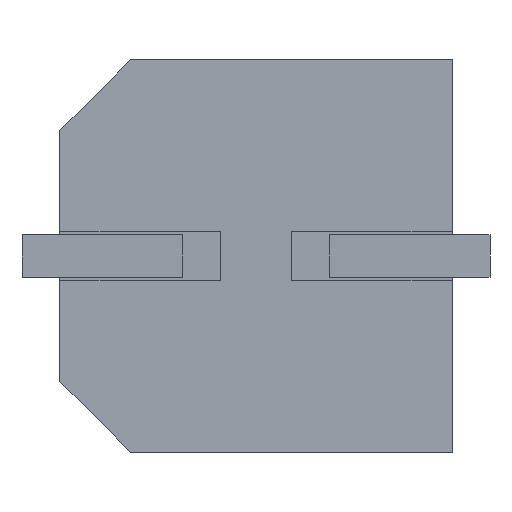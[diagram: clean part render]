
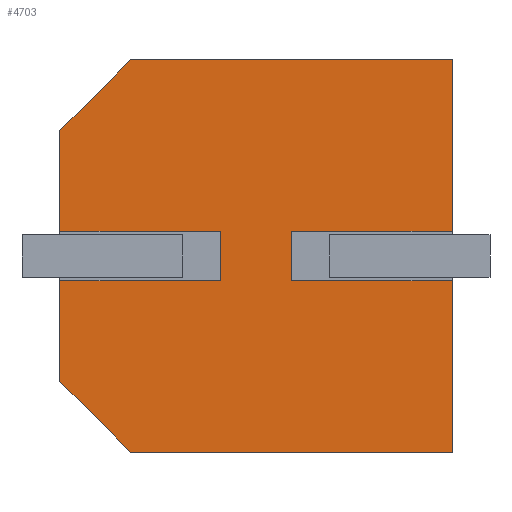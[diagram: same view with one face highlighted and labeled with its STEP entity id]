
A CAD part, front view. The second image highlights one B-rep face of the part: STEP entity #4703.
In plain terms, the highlighted planar face has unit normal (0, -1, 0).
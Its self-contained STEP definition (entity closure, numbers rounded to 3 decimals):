
#66 = CARTESIAN_POINT ( 'NONE',  ( 4.15, 0.1, -4.15 ) ) ;
#69 = EDGE_LOOP ( 'NONE', ( #6755, #5015, #320, #389, #3283, #3214, #4898, #5906, #3098, #4525, #1739, #158, #74, #7045 ) ) ;
#74 = ORIENTED_EDGE ( 'NONE', *, *, #5963, .F. ) ;
#158 = ORIENTED_EDGE ( 'NONE', *, *, #6242, .F. ) ;
#320 = ORIENTED_EDGE ( 'NONE', *, *, #888, .F. ) ;
#330 = EDGE_CURVE ( 'NONE', #1397, #1681, #2551, .T. ) ;
#363 = CARTESIAN_POINT ( 'NONE',  ( 0.75, 0.1, -0.525 ) ) ;
#377 = CARTESIAN_POINT ( 'NONE',  ( -4.15, 0.1, 2.65 ) ) ;
#389 = ORIENTED_EDGE ( 'NONE', *, *, #6475, .F. ) ;
#419 = VERTEX_POINT ( 'NONE', #3790 ) ;
#462 = EDGE_CURVE ( 'NONE', #866, #2144, #4109, .T. ) ;
#503 = CARTESIAN_POINT ( 'NONE',  ( -2.65, 0.1, -4.15 ) ) ;
#554 = DIRECTION ( 'NONE',  ( -1., 0., 0. ) ) ;
#584 = VECTOR ( 'NONE', #1030, 1000. ) ;
#608 = LINE ( 'NONE', #1050, #3232 ) ;
#707 = EDGE_CURVE ( 'NONE', #419, #4649, #6196, .T. ) ;
#769 = AXIS2_PLACEMENT_3D ( 'NONE', #5348, #2588, #5413 ) ;
#866 = VERTEX_POINT ( 'NONE', #4176 ) ;
#888 = EDGE_CURVE ( 'NONE', #5876, #3544, #2305, .T. ) ;
#897 = VECTOR ( 'NONE', #2048, 1000. ) ;
#1030 = DIRECTION ( 'NONE',  ( 0., 0., 1. ) ) ;
#1036 = LINE ( 'NONE', #5982, #5891 ) ;
#1050 = CARTESIAN_POINT ( 'NONE',  ( -2.65, 0.1, -4.15 ) ) ;
#1199 = CARTESIAN_POINT ( 'NONE',  ( -0.75, 0.1, 0.525 ) ) ;
#1371 = CARTESIAN_POINT ( 'NONE',  ( -0.75, 0.1, -0.525 ) ) ;
#1397 = VERTEX_POINT ( 'NONE', #6396 ) ;
#1565 = VECTOR ( 'NONE', #5517, 1000. ) ;
#1648 = EDGE_CURVE ( 'NONE', #1779, #4293, #2648, .T. ) ;
#1656 = CARTESIAN_POINT ( 'NONE',  ( 4.15, 0.1, 0.525 ) ) ;
#1659 = DIRECTION ( 'NONE',  ( 1., 0., 0. ) ) ;
#1660 = VECTOR ( 'NONE', #5878, 1000. ) ;
#1681 = VERTEX_POINT ( 'NONE', #66 ) ;
#1733 = VERTEX_POINT ( 'NONE', #5474 ) ;
#1739 = ORIENTED_EDGE ( 'NONE', *, *, #707, .F. ) ;
#1757 = DIRECTION ( 'NONE',  ( -1., 0., 0. ) ) ;
#1779 = VERTEX_POINT ( 'NONE', #3957 ) ;
#1854 = LINE ( 'NONE', #377, #897 ) ;
#1865 = CARTESIAN_POINT ( 'NONE',  ( -4.15, 0.1, -2.65 ) ) ;
#2020 = CARTESIAN_POINT ( 'NONE',  ( -4.15, 0.1, -2.65 ) ) ;
#2048 = DIRECTION ( 'NONE',  ( 0.707, 0., 0.707 ) ) ;
#2144 = VERTEX_POINT ( 'NONE', #6081 ) ;
#2160 = CARTESIAN_POINT ( 'NONE',  ( -0.75, 0.1, -0.525 ) ) ;
#2221 = CARTESIAN_POINT ( 'NONE',  ( 0.75, 0.1, 0.525 ) ) ;
#2305 = LINE ( 'NONE', #4864, #6621 ) ;
#2453 = VECTOR ( 'NONE', #5058, 1000. ) ;
#2523 = LINE ( 'NONE', #1199, #6724 ) ;
#2551 = LINE ( 'NONE', #5611, #3947 ) ;
#2588 = DIRECTION ( 'NONE',  ( 0., 1., 0. ) ) ;
#2648 = LINE ( 'NONE', #3879, #6851 ) ;
#2679 = VECTOR ( 'NONE', #1659, 1000. ) ;
#2708 = DIRECTION ( 'NONE',  ( 0., 0., -1. ) ) ;
#2800 = DIRECTION ( 'NONE',  ( 1., 0., 0. ) ) ;
#2983 = LINE ( 'NONE', #4956, #4532 ) ;
#3098 = ORIENTED_EDGE ( 'NONE', *, *, #6532, .F. ) ;
#3211 = EDGE_CURVE ( 'NONE', #1681, #3618, #4523, .T. ) ;
#3214 = ORIENTED_EDGE ( 'NONE', *, *, #462, .F. ) ;
#3232 = VECTOR ( 'NONE', #4386, 1000. ) ;
#3283 = ORIENTED_EDGE ( 'NONE', *, *, #5940, .F. ) ;
#3319 = DIRECTION ( 'NONE',  ( 0., 0., 1. ) ) ;
#3544 = VERTEX_POINT ( 'NONE', #363 ) ;
#3618 = VERTEX_POINT ( 'NONE', #5373 ) ;
#3790 = CARTESIAN_POINT ( 'NONE',  ( -4.15, 0.1, -0.525 ) ) ;
#3859 = FACE_OUTER_BOUND ( 'NONE', #69, .T. ) ;
#3879 = CARTESIAN_POINT ( 'NONE',  ( -4.15, 0.1, -2.65 ) ) ;
#3947 = VECTOR ( 'NONE', #4693, 1000. ) ;
#3957 = CARTESIAN_POINT ( 'NONE',  ( -4.15, 0.1, 0.525 ) ) ;
#4042 = EDGE_CURVE ( 'NONE', #3544, #1397, #2983, .T. ) ;
#4109 = LINE ( 'NONE', #5444, #2453 ) ;
#4117 = LINE ( 'NONE', #2020, #1660 ) ;
#4130 = VERTEX_POINT ( 'NONE', #1656 ) ;
#4176 = CARTESIAN_POINT ( 'NONE',  ( -2.65, 0.1, 4.15 ) ) ;
#4195 = VERTEX_POINT ( 'NONE', #1865 ) ;
#4293 = VERTEX_POINT ( 'NONE', #6998 ) ;
#4386 = DIRECTION ( 'NONE',  ( -0.707, 0., 0.707 ) ) ;
#4393 = CARTESIAN_POINT ( 'NONE',  ( -0.75, 0.1, -0.525 ) ) ;
#4523 = LINE ( 'NONE', #503, #1565 ) ;
#4525 = ORIENTED_EDGE ( 'NONE', *, *, #4860, .F. ) ;
#4532 = VECTOR ( 'NONE', #2800, 1000. ) ;
#4649 = VERTEX_POINT ( 'NONE', #1371 ) ;
#4693 = DIRECTION ( 'NONE',  ( 0., 0., -1. ) ) ;
#4703 = ADVANCED_FACE ( 'NONE', ( #3859 ), #6451, .F. ) ;
#4860 = EDGE_CURVE ( 'NONE', #4649, #1733, #5776, .T. ) ;
#4864 = CARTESIAN_POINT ( 'NONE',  ( 0.75, 0.1, -0.525 ) ) ;
#4898 = ORIENTED_EDGE ( 'NONE', *, *, #6188, .F. ) ;
#4927 = DIRECTION ( 'NONE',  ( 0., 0., -1. ) ) ;
#4956 = CARTESIAN_POINT ( 'NONE',  ( 0.75, 0.1, -0.525 ) ) ;
#5015 = ORIENTED_EDGE ( 'NONE', *, *, #4042, .F. ) ;
#5058 = DIRECTION ( 'NONE',  ( 1., 0., 0. ) ) ;
#5348 = CARTESIAN_POINT ( 'NONE',  ( 0., 0.1, 0. ) ) ;
#5362 = VECTOR ( 'NONE', #1757, 1000. ) ;
#5373 = CARTESIAN_POINT ( 'NONE',  ( -2.65, 0.1, -4.15 ) ) ;
#5413 = DIRECTION ( 'NONE',  ( 0., 0., 1. ) ) ;
#5444 = CARTESIAN_POINT ( 'NONE',  ( -2.65, 0.1, 4.15 ) ) ;
#5474 = CARTESIAN_POINT ( 'NONE',  ( -0.75, 0.1, 0.525 ) ) ;
#5517 = DIRECTION ( 'NONE',  ( -1., 0., 0. ) ) ;
#5611 = CARTESIAN_POINT ( 'NONE',  ( 4.15, 0.1, -4.15 ) ) ;
#5703 = LINE ( 'NONE', #2221, #5362 ) ;
#5776 = LINE ( 'NONE', #4393, #584 ) ;
#5876 = VERTEX_POINT ( 'NONE', #6418 ) ;
#5878 = DIRECTION ( 'NONE',  ( 0., 0., 1. ) ) ;
#5891 = VECTOR ( 'NONE', #4927, 1000. ) ;
#5906 = ORIENTED_EDGE ( 'NONE', *, *, #1648, .F. ) ;
#5940 = EDGE_CURVE ( 'NONE', #2144, #4130, #1036, .T. ) ;
#5963 = EDGE_CURVE ( 'NONE', #3618, #4195, #608, .T. ) ;
#5982 = CARTESIAN_POINT ( 'NONE',  ( 4.15, 0.1, -4.15 ) ) ;
#6081 = CARTESIAN_POINT ( 'NONE',  ( 4.15, 0.1, 4.15 ) ) ;
#6188 = EDGE_CURVE ( 'NONE', #4293, #866, #1854, .T. ) ;
#6196 = LINE ( 'NONE', #2160, #2679 ) ;
#6242 = EDGE_CURVE ( 'NONE', #4195, #419, #4117, .T. ) ;
#6396 = CARTESIAN_POINT ( 'NONE',  ( 4.15, 0.1, -0.525 ) ) ;
#6418 = CARTESIAN_POINT ( 'NONE',  ( 0.75, 0.1, 0.525 ) ) ;
#6451 = PLANE ( 'NONE',  #769 ) ;
#6475 = EDGE_CURVE ( 'NONE', #4130, #5876, #5703, .T. ) ;
#6532 = EDGE_CURVE ( 'NONE', #1733, #1779, #2523, .T. ) ;
#6621 = VECTOR ( 'NONE', #2708, 1000. ) ;
#6724 = VECTOR ( 'NONE', #554, 1000. ) ;
#6755 = ORIENTED_EDGE ( 'NONE', *, *, #330, .F. ) ;
#6851 = VECTOR ( 'NONE', #3319, 1000. ) ;
#6998 = CARTESIAN_POINT ( 'NONE',  ( -4.15, 0.1, 2.65 ) ) ;
#7045 = ORIENTED_EDGE ( 'NONE', *, *, #3211, .F. ) ;
